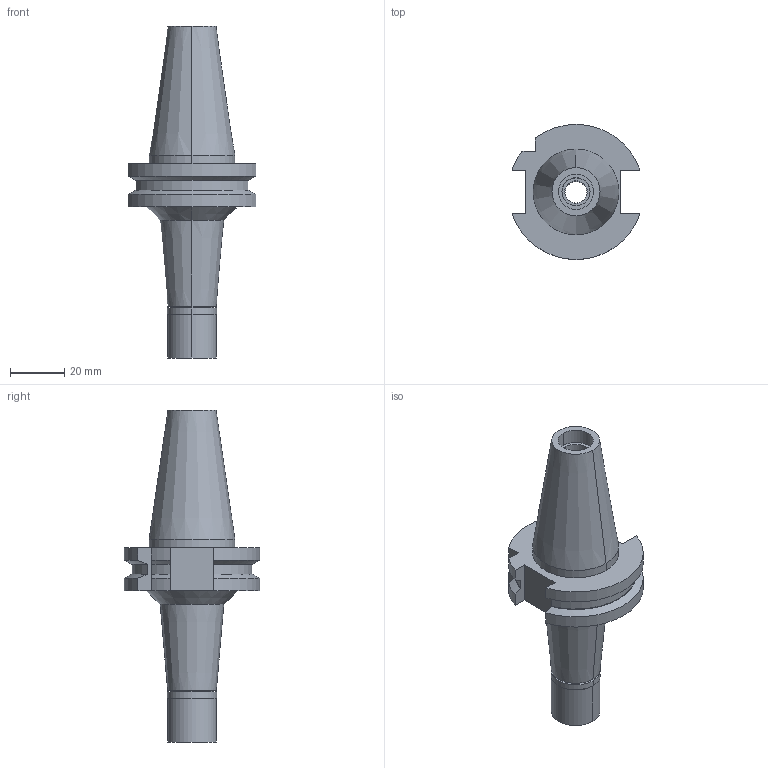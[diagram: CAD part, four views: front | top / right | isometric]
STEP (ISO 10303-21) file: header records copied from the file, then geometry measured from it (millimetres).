
FILE_DESCRIPTION((''),'2;1');
FILE_NAME('DV30MS08075T-080_ASM','2018-03-26T',('ykawabe'),(''),'CREO PARAMETRIC BY PTC INC, 2016380','CREO PARAMETRIC BY PTC INC, 2016380','');
FILE_SCHEMA(('AUTOMOTIVE_DESIGN { 1 0 10303 214 1 1 1 1 }'));
Length unit declared in the file: millimetre
Products named in the file (5): DV30-MEGA8S-75T_1; NBC8S-8AA_1; MGN8S_1; DXF_TEMP_ASSY_ASM_4_ASM; DV30MS08075T-080_ASM
Assembly tree (4 placements, depth 3):
  DV30MS08075T-080_ASM
    DXF_TEMP_ASSY_ASM_4_ASM
      DV30-MEGA8S-75T_1
      NBC8S-8AA_1
      MGN8S_1
Bounding box: 47.34 x 50 x 122.8 mm (x, y, z)
Volume: 62277 mm3; surface area: 20460.5 mm2
Topology: 3 solids, 3 shells, 109 faces, 264 edges, 172 vertices
Faces by surface type: cylinder 49, plane 32, cone 28
Entity records: 4967 total; most frequent: DIRECTION 652, CARTESIAN_POINT 635, ORIENTED_EDGE 528, PRESENTATION_STYLE_ASSIGNMENT 272, STYLED_ITEM 272, AXIS2_PLACEMENT_3D 269, CURVE_STYLE 269, EDGE_CURVE 264
